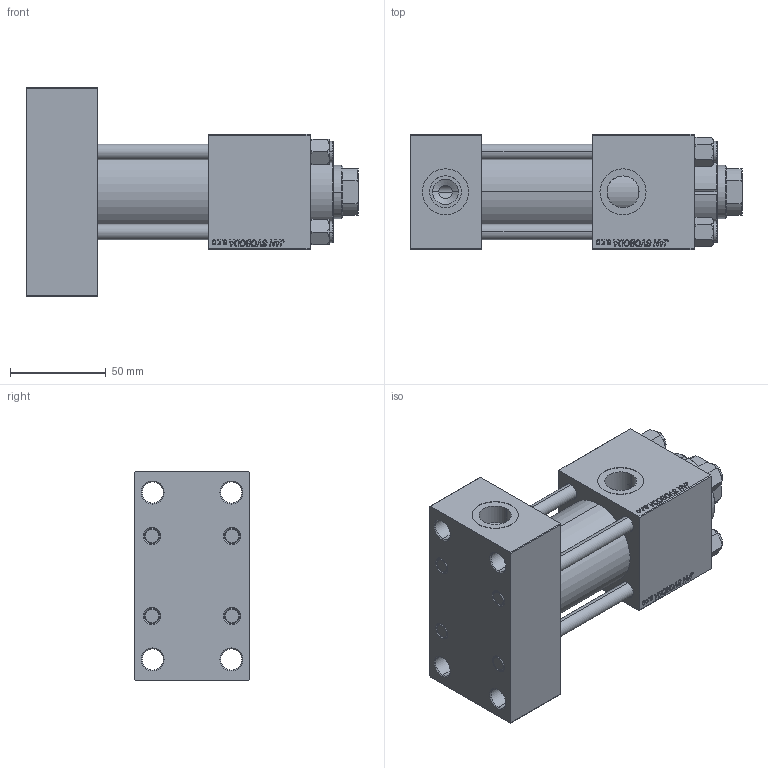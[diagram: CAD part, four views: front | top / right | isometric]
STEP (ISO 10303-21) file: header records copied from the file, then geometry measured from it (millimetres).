
FILE_DESCRIPTION (( 'STEP AP203' ), '1' );
FILE_NAME ('f003.STEP', '2022-04-14T15:39:18', ( '' ), ( '' ), 'SwSTEP 2.0', 'SolidWorks 2019', '' );
FILE_SCHEMA (( 'CONFIG_CONTROL_DESIGN' ));
Length unit declared in the file: millimetre
Products named in the file (6): V215CR_VCP_E 932b036bf8e977aba005d6172d2c24ea; V215_VC_A 932b036bf8e977aba005d6172d2c24ea; NUT_M5_E 932b036bf8e977aba005d6172d2c24ea; f003; V215CR_TYCINKA_E 932b036bf8e977aba005d6172d2c24ea; V215CR_E_Body 932b036bf8e977aba005d6172d2c24ea
Assembly tree (11 placements, depth 2):
  f003
    V215CR_E_Body 932b036bf8e977aba005d6172d2c24ea
    V215CR_VCP_E 932b036bf8e977aba005d6172d2c24ea
    V215CR_TYCINKA_E 932b036bf8e977aba005d6172d2c24ea  x4
    NUT_M5_E 932b036bf8e977aba005d6172d2c24ea  x4
    V215_VC_A 932b036bf8e977aba005d6172d2c24ea
Bounding box: 173 x 60 x 109 mm (x, y, z)
Volume: 521831 mm3; surface area: 131075 mm2
Topology: 11 solids, 11 shells, 1142 faces, 2881 edges, 1865 vertices
Faces by surface type: plane 500, bspline 392, cone 152, cylinder 90, torus 8
Entity records: 50245 total; most frequent: CARTESIAN_POINT 27125, ORIENTED_EDGE 5254, DIRECTION 3317, EDGE_CURVE 2627, VERTEX_POINT 1721, LINE 1563, VECTOR 1563, EDGE_LOOP 1154
